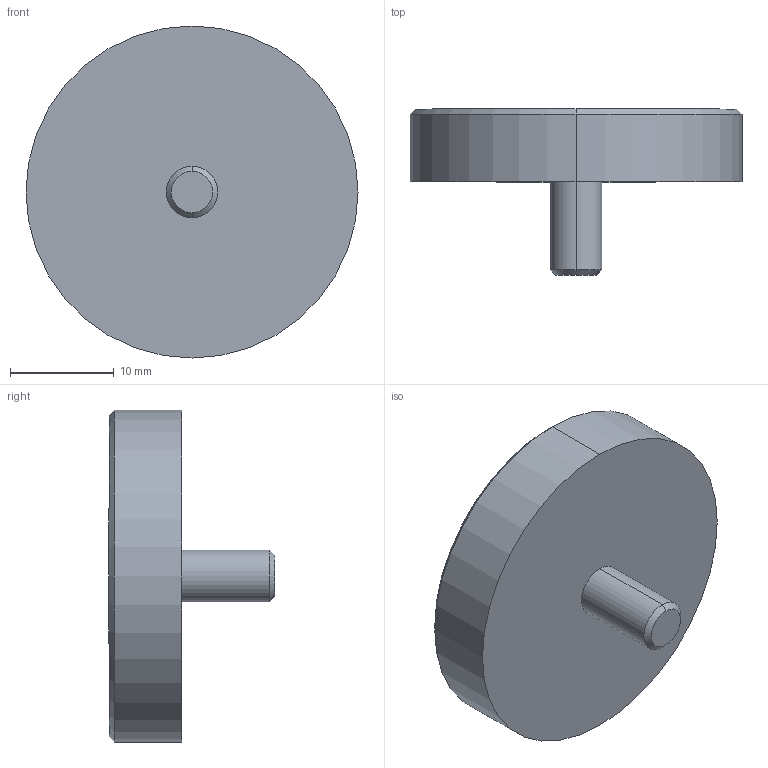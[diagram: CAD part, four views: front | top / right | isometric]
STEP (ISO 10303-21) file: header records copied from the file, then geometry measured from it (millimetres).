
FILE_DESCRIPTION (( 'STEP AP214' ), '1' );
FILE_NAME ('M620.STEP', '2021-12-30T13:25:35', ( '' ), ( '' ), 'SwSTEP 2.0', 'SolidWorks 2021', '' );
FILE_SCHEMA (( 'AUTOMOTIVE_DESIGN' ));
Length unit declared in the file: millimetre
Products named in the file (3): Corpo_0-22; M620; MFDIAM028005SM
Assembly tree (2 placements, depth 2):
  M620
    Corpo_0-22
    MFDIAM028005SM
Bounding box: 32 x 16 x 32 mm (x, y, z)
Volume: 5513.5 mm3; surface area: 4563.1 mm2
Topology: 2 solids, 2 shells, 19 faces, 34 edges, 22 vertices
Faces by surface type: cylinder 8, plane 7, cone 4
Entity records: 595 total; most frequent: DIRECTION 104, CARTESIAN_POINT 80, ORIENTED_EDGE 68, AXIS2_PLACEMENT_3D 46, EDGE_CURVE 34, EDGE_LOOP 22, CIRCLE 22, VERTEX_POINT 22
